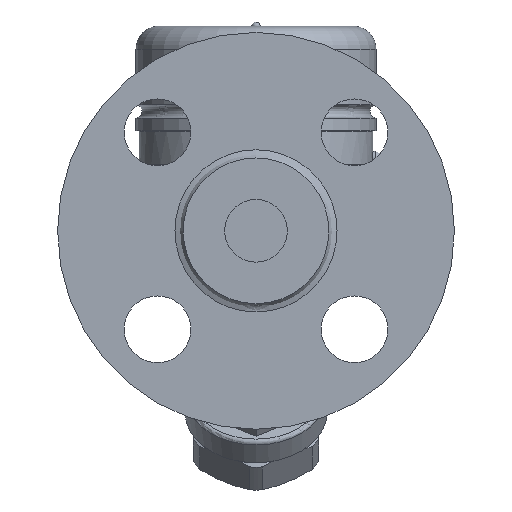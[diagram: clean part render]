
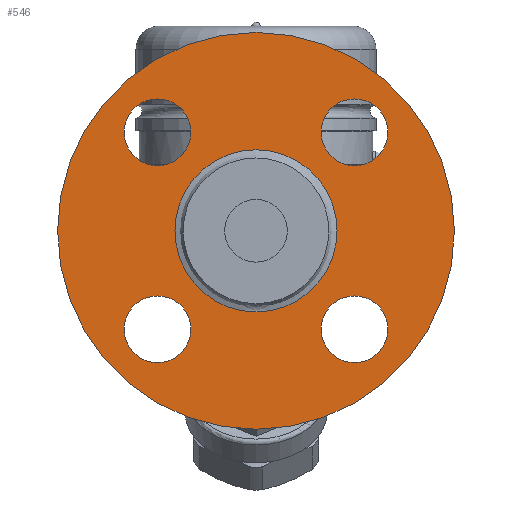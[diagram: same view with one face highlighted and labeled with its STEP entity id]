
A CAD part, left-side view. The second image highlights one B-rep face of the part: STEP entity #546.
In plain terms, the highlighted free-form (B-spline) face has degree [1, 1] with [2, 2] control points.
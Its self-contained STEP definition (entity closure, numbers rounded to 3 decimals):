
#418=CARTESIAN_POINT('',(-68.4,0.0,47.5));
#419=VERTEX_POINT('',#418);
#420=CARTESIAN_POINT('',(-68.4,0.0,0.));
#421=DIRECTION('',(-1.0,0.0,0.0));
#422=DIRECTION('',(0.0,0.0,1.0));
#423=AXIS2_PLACEMENT_3D('',#420,#421,#422);
#424=CIRCLE('',#423,47.5);
#425=EDGE_CURVE('',#419,#419,#424,.T.);
#468=CARTESIAN_POINT('',(-68.4,0.,-19.41));
#469=VERTEX_POINT('',#468);
#470=CARTESIAN_POINT('',(-68.4,0.0,0.));
#471=DIRECTION('',(-1.0,0.0,0.0));
#472=DIRECTION('',(0.0,0.0,1.0));
#473=AXIS2_PLACEMENT_3D('',#470,#471,#472);
#474=CIRCLE('',#473,19.41);
#475=EDGE_CURVE('',#469,#469,#474,.T.);
#491=CARTESIAN_POINT('',(-68.4,47.5,47.5));
#492=CARTESIAN_POINT('',(-68.4,47.5,-47.5));
#493=CARTESIAN_POINT('',(-68.4,-47.5,47.5));
#494=CARTESIAN_POINT('',(-68.4,-47.5,-47.5));
#495=B_SPLINE_SURFACE_WITH_KNOTS('',1,1,((#491,#493),(#492,#494)),.UNSPECIFIED.,.F.,.F.,.U.,(2,2),(2,2),(0.0,95.0),(0.0,95.0),.UNSPECIFIED.);
#496=ORIENTED_EDGE('',*,*,#425,.T.);
#497=EDGE_LOOP('',(#496));
#498=FACE_OUTER_BOUND('',#497,.T.);
#499=CARTESIAN_POINT('',(-68.4,23.582,15.582));
#500=VERTEX_POINT('',#499);
#501=CARTESIAN_POINT('',(-68.4,23.582,23.582));
#502=DIRECTION('',(1.0,0.0,0.0));
#503=DIRECTION('',(0.0,0.0,-1.0));
#504=AXIS2_PLACEMENT_3D('',#501,#502,#503);
#505=CIRCLE('',#504,8.0);
#506=EDGE_CURVE('',#500,#500,#505,.T.);
#507=ORIENTED_EDGE('',*,*,#506,.T.);
#508=EDGE_LOOP('',(#507));
#509=FACE_BOUND('',#508,.T.);
#510=CARTESIAN_POINT('',(-68.4,15.582,-23.582));
#511=VERTEX_POINT('',#510);
#512=CARTESIAN_POINT('',(-68.4,23.582,-23.582));
#513=DIRECTION('',(1.0,0.0,0.0));
#514=DIRECTION('',(0.0,-1.0,0.0));
#515=AXIS2_PLACEMENT_3D('',#512,#513,#514);
#516=CIRCLE('',#515,8.0);
#517=EDGE_CURVE('',#511,#511,#516,.T.);
#518=ORIENTED_EDGE('',*,*,#517,.T.);
#519=EDGE_LOOP('',(#518));
#520=FACE_BOUND('',#519,.T.);
#521=CARTESIAN_POINT('',(-68.4,-23.582,-15.582));
#522=VERTEX_POINT('',#521);
#523=CARTESIAN_POINT('',(-68.4,-23.582,-23.582));
#524=DIRECTION('',(1.0,0.0,0.0));
#525=DIRECTION('',(0.0,0.0,1.0));
#526=AXIS2_PLACEMENT_3D('',#523,#524,#525);
#527=CIRCLE('',#526,8.0);
#528=EDGE_CURVE('',#522,#522,#527,.T.);
#529=ORIENTED_EDGE('',*,*,#528,.T.);
#530=EDGE_LOOP('',(#529));
#531=FACE_BOUND('',#530,.T.);
#532=CARTESIAN_POINT('',(-68.4,-15.582,23.582));
#533=VERTEX_POINT('',#532);
#534=CARTESIAN_POINT('',(-68.4,-23.582,23.582));
#535=DIRECTION('',(1.0,0.0,0.0));
#536=DIRECTION('',(0.0,1.0,0.0));
#537=AXIS2_PLACEMENT_3D('',#534,#535,#536);
#538=CIRCLE('',#537,8.0);
#539=EDGE_CURVE('',#533,#533,#538,.T.);
#540=ORIENTED_EDGE('',*,*,#539,.T.);
#541=EDGE_LOOP('',(#540));
#542=FACE_BOUND('',#541,.T.);
#543=ORIENTED_EDGE('',*,*,#475,.F.);
#544=EDGE_LOOP('',(#543));
#545=FACE_BOUND('',#544,.T.);
#546=ADVANCED_FACE('',(#498,#509,#520,#531,#542,#545),#495,.T.);
